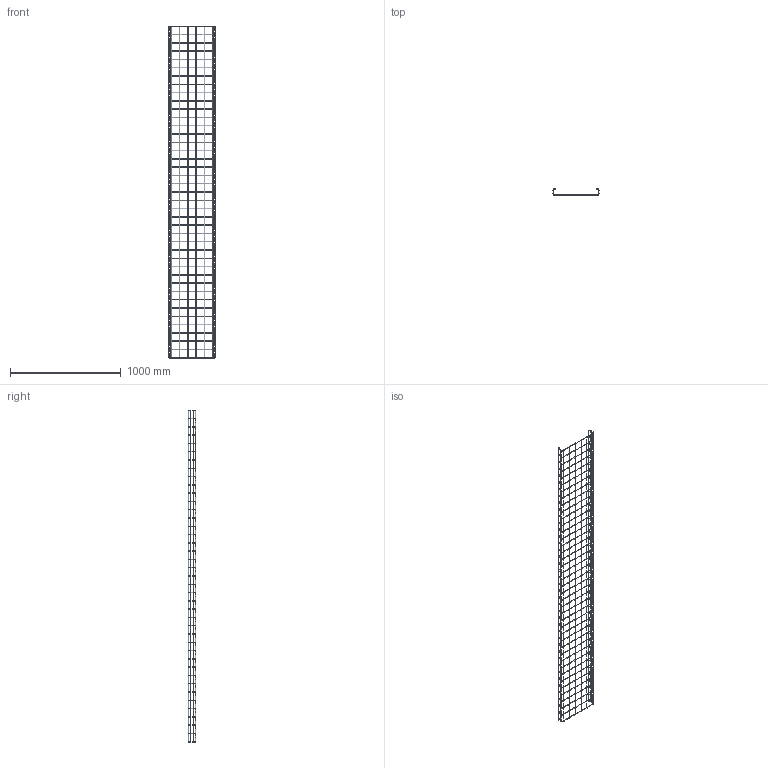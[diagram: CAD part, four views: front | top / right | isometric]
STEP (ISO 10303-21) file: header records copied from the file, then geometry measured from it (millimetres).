
FILE_DESCRIPTION (( 'STEP AP214' ), '1' );
FILE_NAME ('6016255.stp', '2023-05-16T07:16:01', ( '' ), ( '' ), 'SwSTEP 2.0', 'SolidWorks 2022', '' );
FILE_SCHEMA (( 'AUTOMOTIVE_DESIGN' ));
Length unit declared in the file: millimetre
Products named in the file (1): 6016255
Bounding box: 416.6 x 66.6 x 3004.4 mm (x, y, z)
Volume: 878938 mm3; surface area: 795148.6 mm2
Topology: 1 solids, 1 shells, 487 faces, 1801 edges, 1215 vertices
Faces by surface type: cylinder 217, torus 164, plane 106
Full cylindrical faces by diameter (mm): 4.4 x217
Entity records: 37740 total; most frequent: CARTESIAN_POINT 25956, EDGE_LOOP 1852, ORIENTED_EDGE 1852, DIRECTION 1680, FACE_BOUND 984, EDGE_CURVE 926, VERTEX_POINT 926, FACE_OUTER_BOUND 868
